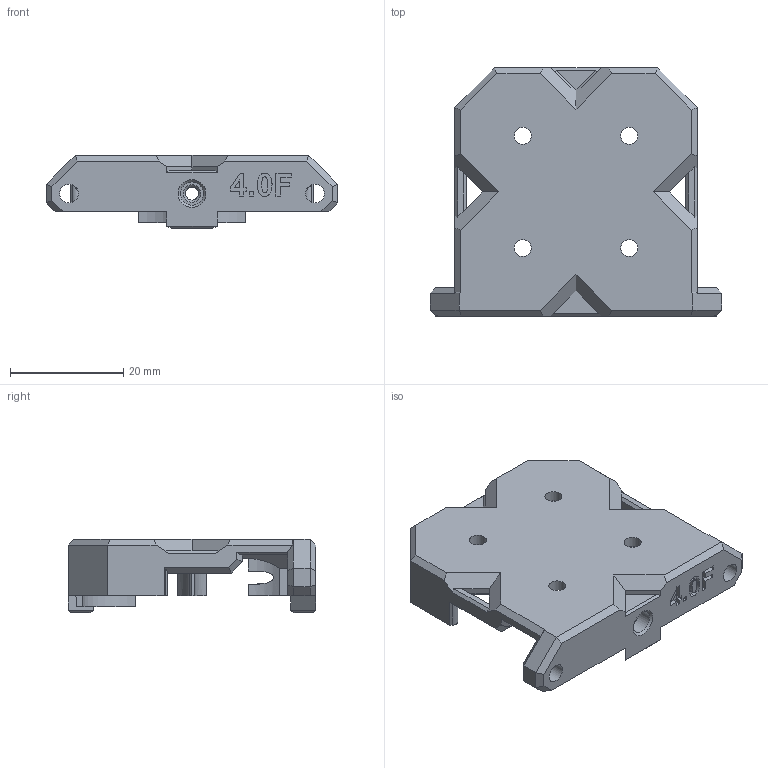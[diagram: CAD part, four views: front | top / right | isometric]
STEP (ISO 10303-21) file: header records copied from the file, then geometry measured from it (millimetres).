
FILE_DESCRIPTION(/* description */ ('','CAx-IF Rec.Pracs.---Representation and Presentation of Product Manufacturing Information (PMI)---4.0---2014-10-13'),/* implementation_level */ '2;1');
FILE_NAME(/* name */ 'TopCover-for-Flexibles-CLEAR-ver4F.step',/* time_stamp */ '2025-01-20T20:58:55-05:00',/* author */ (''),/* organization */ (''),/* preprocessor_version */ 'ST-DEVELOPER v20',/* originating_system */ 'Autodesk Translation Framework v13.20.0.188',/* authorisation */ '');
FILE_SCHEMA (('AP242_MANAGED_MODEL_BASED_3D_ENGINEERING_MIM_LF { 1 0 10303 442 1 1 4 }'));
Length unit declared in the file: millimetre
Products named in the file (1): TopCover-for-Flexibles-CLEAR-ver4F
Bounding box: 51.5 x 43.83 x 12.95 mm (x, y, z)
Volume: 6993.8 mm3; surface area: 7038.6 mm2
Topology: 1 solids, 1 shells, 239 faces, 657 edges, 423 vertices
Faces by surface type: plane 163, cylinder 42, bspline 21, cone 13
Full cylindrical faces by diameter (mm): 2.3 x2, 3 x4, 3.3 x2, 4.1 x2
Entity records: 7954 total; most frequent: CARTESIAN_POINT 1897, ORIENTED_EDGE 1314, DIRECTION 1145, EDGE_CURVE 657, LINE 493, VECTOR 493, VERTEX_POINT 423, AXIS2_PLACEMENT_3D 326
